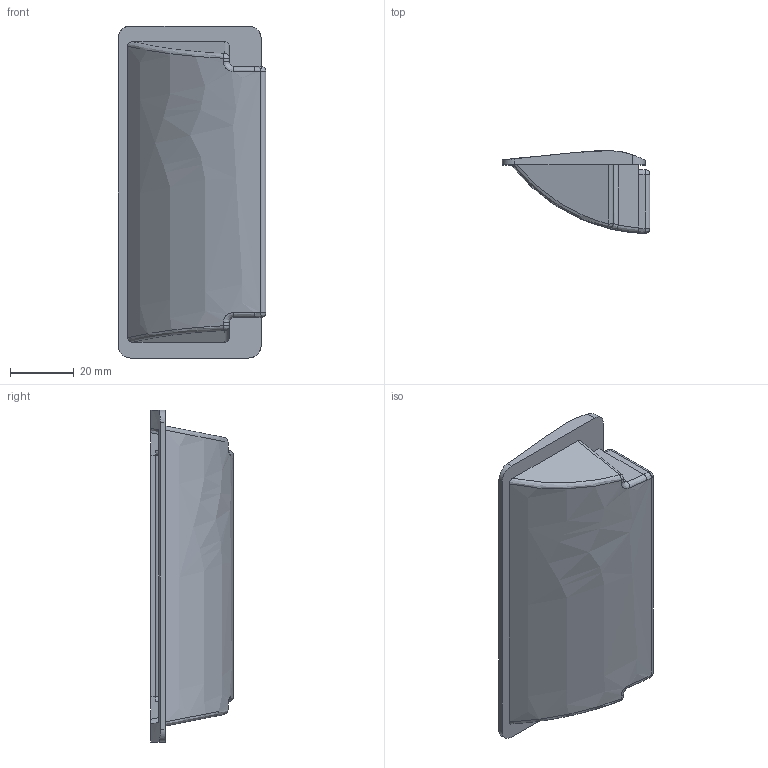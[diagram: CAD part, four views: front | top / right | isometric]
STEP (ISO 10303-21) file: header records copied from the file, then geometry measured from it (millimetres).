
FILE_DESCRIPTION(/* description */ (''),/* implementation_level */ '2;1');
FILE_NAME(/* name */ 'LS102',/* time_stamp */ '2025-02-22T10:35:29+08:00',/* author */ (''),/* organization */ (''),/* preprocessor_version */ 'ST-DEVELOPER v19.2',/* originating_system */ 'Rhino 8.5',/* authorisation */ '');
FILE_SCHEMA (('CONFIG_CONTROL_DESIGN'));
Length unit declared in the file: millimetre
Products named in the file (1): Document
Bounding box: 46.5 x 25.98 x 104.5 mm (x, y, z)
Volume: 16061.9 mm3; surface area: 19327.1 mm2
Topology: 1 solids, 1 shells, 93 faces, 218 edges, 127 vertices
Faces by surface type: bspline 38, plane 31, cylinder 24
Entity records: 4933 total; most frequent: CARTESIAN_POINT 3363, ORIENTED_EDGE 432, EDGE_CURVE 216, VERTEX_POINT 127, DIRECTION 121, EDGE_LOOP 95, B_SPLINE_CURVE_WITH_KNOTS 95, ADVANCED_FACE 93
